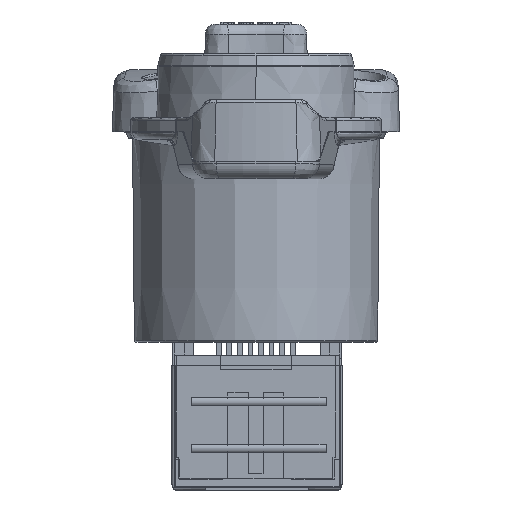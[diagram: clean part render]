
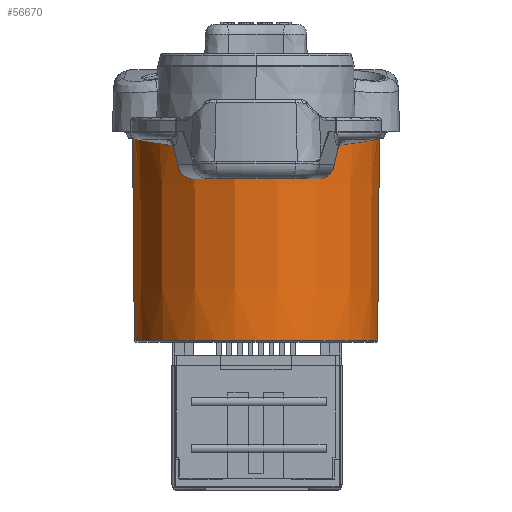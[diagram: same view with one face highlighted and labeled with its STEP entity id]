
A CAD part, front view. The second image highlights one B-rep face of the part: STEP entity #56670.
In plain terms, the highlighted conical face has half-angle 0.5 degrees and reference radius 11.813 mm.
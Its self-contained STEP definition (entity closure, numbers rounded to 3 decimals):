
#21152=CARTESIAN_POINT('',(0.,0.,-1.5));
#21153=DIRECTION('',(0.,0.,1.));
#21154=DIRECTION('',(-0.878,-0.478,0.));
#21155=AXIS2_PLACEMENT_3D('',#21152,#21153,#21154);
#21157=CARTESIAN_POINT('',(10.458,-5.674,-1.7));
#21158=CARTESIAN_POINT('',(10.457,-5.676,
-1.678));
#21159=CARTESIAN_POINT('',(10.455,-5.68,
-1.634));
#21160=CARTESIAN_POINT('',(10.453,-5.686,
-1.567));
#21161=CARTESIAN_POINT('',(10.451,-5.69,
-1.522));
#21162=CARTESIAN_POINT('',(10.451,-5.692,-1.5));
#21164=CARTESIAN_POINT('',(0.,0.,-1.7));
#21165=DIRECTION('',(0.,0.,1.));
#21166=DIRECTION('',(0.879,-0.477,0.));
#21167=AXIS2_PLACEMENT_3D('',#21164,#21165,#21166);
#21169=CARTESIAN_POINT('',(0.,0.,-21.502));
#21170=DIRECTION('',(0.,0.,-1.));
#21171=DIRECTION('',(1.,0.,0.));
#21172=AXIS2_PLACEMENT_3D('',#21169,#21170,#21171);
#21174=DIRECTION('',(0.009,0.,-1.));
#21175=VECTOR('',#21174,19.802);
#21176=CARTESIAN_POINT('',(-11.898,0.,-1.7));
#21177=LINE('',#21176,#21175);
#21178=CARTESIAN_POINT('',(0.,0.,-1.7));
#21179=DIRECTION('',(0.,0.,1.));
#21180=DIRECTION('',(-1.,0.,0.));
#21181=AXIS2_PLACEMENT_3D('',#21178,#21179,#21180);
#21183=CARTESIAN_POINT('',(-10.458,-5.674,-1.7));
#21184=CARTESIAN_POINT('',(-10.457,-5.676,
-1.678));
#21185=CARTESIAN_POINT('',(-10.455,-5.68,
-1.634));
#21186=CARTESIAN_POINT('',(-10.453,-5.686,
-1.567));
#21187=CARTESIAN_POINT('',(-10.451,-5.69,
-1.522));
#21188=CARTESIAN_POINT('',(-10.451,-5.692,-1.5));
#21233=DIRECTION('',(-0.009,0.,-1.));
#21234=VECTOR('',#21233,19.802);
#21235=CARTESIAN_POINT('',(11.898,0.,-1.7));
#21236=LINE('',#21235,#21234);
#25828=CARTESIAN_POINT('',(11.725,0.,-21.502));
#25829=CARTESIAN_POINT('',(-11.725,0.,-21.502));
#25830=VERTEX_POINT('',#25828);
#25831=VERTEX_POINT('',#25829);
#25832=CARTESIAN_POINT('',(11.898,0.,-1.7));
#25833=VERTEX_POINT('',#25832);
#25834=CARTESIAN_POINT('',(-11.898,0.,-1.7));
#25835=VERTEX_POINT('',#25834);
#25958=CARTESIAN_POINT('',(-10.458,-5.674,-1.7));
#25959=VERTEX_POINT('',#25958);
#25960=CARTESIAN_POINT('',(10.458,-5.674,-1.7));
#25961=VERTEX_POINT('',#25960);
#27226=CARTESIAN_POINT('',(-10.451,-5.692,-1.5));
#27227=CARTESIAN_POINT('',(10.451,-5.692,-1.5));
#27228=VERTEX_POINT('',#27226);
#27229=VERTEX_POINT('',#27227);
#56649=CARTESIAN_POINT('',(0.,0.,-11.501));
#56650=DIRECTION('',(0.,0.,1.));
#56651=DIRECTION('',(1.,0.,0.));
#56652=AXIS2_PLACEMENT_3D('',#56649,#56650,#56651);
#56653=CONICAL_SURFACE('',#56652,11.813,0.5);
#56654=ORIENTED_EDGE('',*,*,#35146,.T.);
#56656=ORIENTED_EDGE('',*,*,#56655,.F.);
#56658=ORIENTED_EDGE('',*,*,#56657,.T.);
#56660=ORIENTED_EDGE('',*,*,#56659,.T.);
#56662=ORIENTED_EDGE('',*,*,#56661,.T.);
#56664=ORIENTED_EDGE('',*,*,#56663,.F.);
#56666=ORIENTED_EDGE('',*,*,#56665,.T.);
#56667=ORIENTED_EDGE('',*,*,#34903,.T.);
#56668=EDGE_LOOP('',(#56654,#56656,#56658,#56660,#56662,#56664,#56666,#56667));
#56669=FACE_OUTER_BOUND('',#56668,.F.);
#56670=ADVANCED_FACE('',(#56669),#56653,.T.);
#21156=CIRCLE('',#21155,11.9);
#21163=B_SPLINE_CURVE_WITH_KNOTS('',3,(#21157,#21158,#21159,#21160,#21161,
#21162),.UNSPECIFIED.,.F.,.F.,(4,1,1,4),(0.,0.333,
0.667,1.),.UNSPECIFIED.);
#21168=CIRCLE('',#21167,11.898);
#21173=CIRCLE('',#21172,11.725);
#21182=CIRCLE('',#21181,11.898);
#21189=B_SPLINE_CURVE_WITH_KNOTS('',3,(#21183,#21184,#21185,#21186,#21187,
#21188),.UNSPECIFIED.,.F.,.F.,(4,1,1,4),(0.,0.333,
0.667,1.),.UNSPECIFIED.);
#34903=EDGE_CURVE('',#25959,#27228,#21189,.T.);
#35146=EDGE_CURVE('',#27228,#27229,#21156,.T.);
#56655=EDGE_CURVE('',#25961,#27229,#21163,.T.);
#56657=EDGE_CURVE('',#25961,#25833,#21168,.T.);
#56659=EDGE_CURVE('',#25833,#25830,#21236,.T.);
#56661=EDGE_CURVE('',#25830,#25831,#21173,.T.);
#56663=EDGE_CURVE('',#25835,#25831,#21177,.T.);
#56665=EDGE_CURVE('',#25835,#25959,#21182,.T.);
